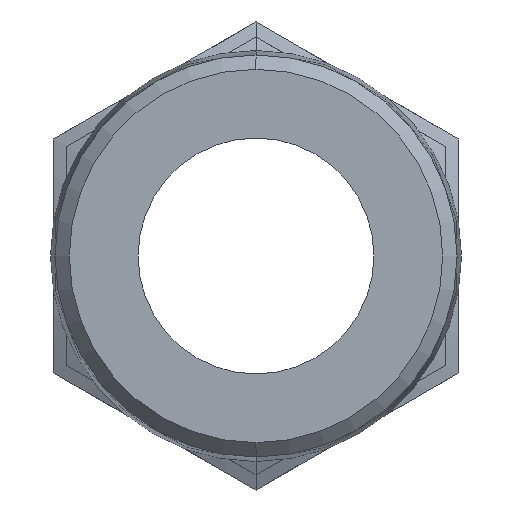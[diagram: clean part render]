
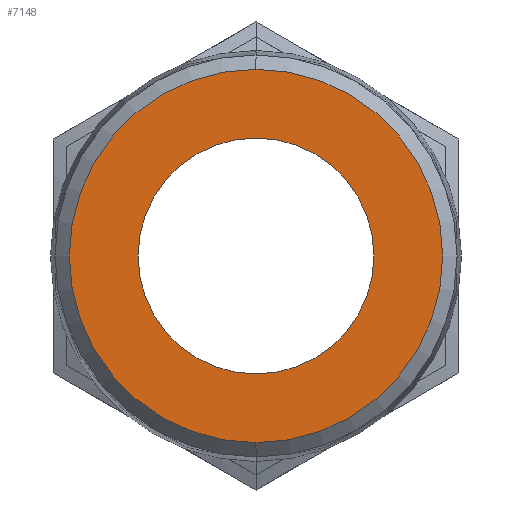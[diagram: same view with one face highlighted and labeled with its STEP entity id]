
A CAD part, left-side view. The second image highlights one B-rep face of the part: STEP entity #7148.
In plain terms, the highlighted planar face has unit normal (-1, 0, 0).
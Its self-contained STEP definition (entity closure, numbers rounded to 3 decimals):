
#16 = CARTESIAN_POINT ( 'NONE',  ( 0., 0., 0. ) ) ;
#64 = AXIS2_PLACEMENT_3D ( 'NONE', #8011, #5256, #3956 ) ;
#272 = EDGE_CURVE ( 'NONE', #273, #8427, #2861, .T. ) ;
#273 = VERTEX_POINT ( 'NONE', #7798 ) ;
#277 = EDGE_CURVE ( 'NONE', #7252, #4624, #4482, .T. ) ;
#358 = FACE_OUTER_BOUND ( 'NONE', #7326, .T. ) ;
#393 = CARTESIAN_POINT ( 'NONE',  ( 0., 0., -13.85 ) ) ;
#469 = AXIS2_PLACEMENT_3D ( 'NONE', #16, #4775, #7621 ) ;
#554 = CARTESIAN_POINT ( 'NONE',  ( 0., 0., 21.927 ) ) ;
#663 = DIRECTION ( 'NONE',  ( 1., 0., 0. ) ) ;
#717 = CARTESIAN_POINT ( 'NONE',  ( 0., 0., 0. ) ) ;
#795 = EDGE_LOOP ( 'NONE', ( #1583, #933 ) ) ;
#933 = ORIENTED_EDGE ( 'NONE', *, *, #272, .T. ) ;
#1018 = FACE_BOUND ( 'NONE', #795, .T. ) ;
#1220 = AXIS2_PLACEMENT_3D ( 'NONE', #717, #6230, #8362 ) ;
#1223 = CARTESIAN_POINT ( 'NONE',  ( 0., 0., 0. ) ) ;
#1583 = ORIENTED_EDGE ( 'NONE', *, *, #7799, .T. ) ;
#1697 = CARTESIAN_POINT ( 'NONE',  ( 0., 0., -21.927 ) ) ;
#2861 = CIRCLE ( 'NONE', #1220, 13.85 ) ;
#3071 = DIRECTION ( 'NONE',  ( 0., 0., 1. ) ) ;
#3660 = CIRCLE ( 'NONE', #7368, 13.85 ) ;
#3863 = DIRECTION ( 'NONE',  ( -1., 0., 0. ) ) ;
#3956 = DIRECTION ( 'NONE',  ( 0., 0., -1. ) ) ;
#4111 = DIRECTION ( 'NONE',  ( 0., 0., -1. ) ) ;
#4193 = ORIENTED_EDGE ( 'NONE', *, *, #7179, .T. ) ;
#4482 = CIRCLE ( 'NONE', #469, 21.927 ) ;
#4624 = VERTEX_POINT ( 'NONE', #1697 ) ;
#4775 = DIRECTION ( 'NONE',  ( -1., 0., 0. ) ) ;
#5256 = DIRECTION ( 'NONE',  ( -1., 0., 0. ) ) ;
#5262 = ORIENTED_EDGE ( 'NONE', *, *, #277, .T. ) ;
#6059 = CARTESIAN_POINT ( 'NONE',  ( 0., 0., -11.779 ) ) ;
#6230 = DIRECTION ( 'NONE',  ( 1., 0., 0. ) ) ;
#6775 = AXIS2_PLACEMENT_3D ( 'NONE', #6059, #3863, #3071 ) ;
#7148 = ADVANCED_FACE ( 'NONE', ( #1018, #358 ), #8757, .T. ) ;
#7179 = EDGE_CURVE ( 'NONE', #4624, #7252, #7807, .T. ) ;
#7252 = VERTEX_POINT ( 'NONE', #554 ) ;
#7326 = EDGE_LOOP ( 'NONE', ( #4193, #5262 ) ) ;
#7368 = AXIS2_PLACEMENT_3D ( 'NONE', #1223, #663, #4111 ) ;
#7621 = DIRECTION ( 'NONE',  ( 0., 0., 1. ) ) ;
#7798 = CARTESIAN_POINT ( 'NONE',  ( 0., 0., 13.85 ) ) ;
#7799 = EDGE_CURVE ( 'NONE', #8427, #273, #3660, .T. ) ;
#7807 = CIRCLE ( 'NONE', #64, 21.927 ) ;
#8011 = CARTESIAN_POINT ( 'NONE',  ( 0., 0., 0. ) ) ;
#8362 = DIRECTION ( 'NONE',  ( 0., 0., 1. ) ) ;
#8427 = VERTEX_POINT ( 'NONE', #393 ) ;
#8757 = PLANE ( 'NONE',  #6775 ) ;
